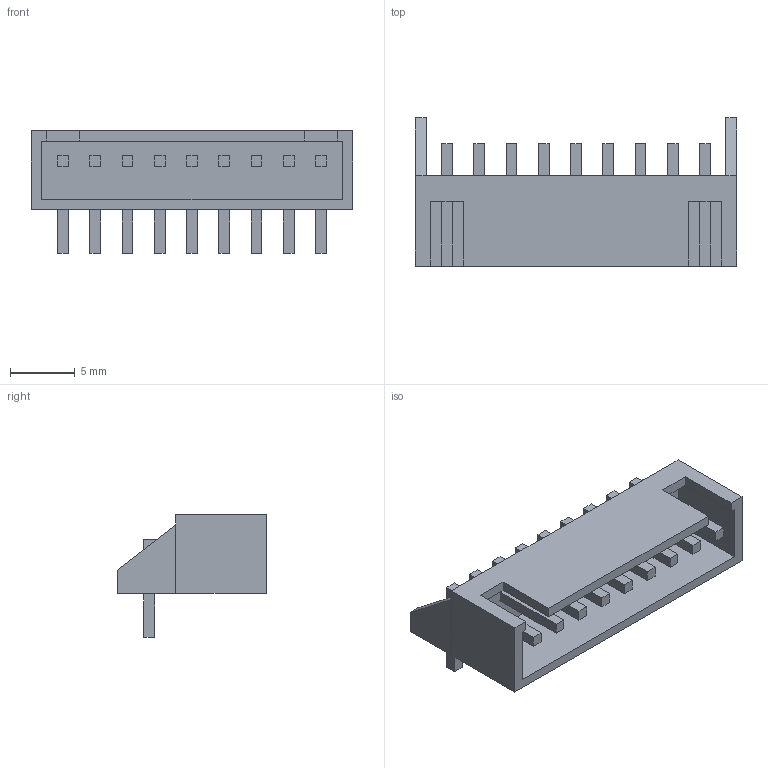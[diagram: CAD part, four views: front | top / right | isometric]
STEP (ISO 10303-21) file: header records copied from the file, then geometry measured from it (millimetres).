
FILE_DESCRIPTION(('FreeCAD Model'),'2;1');
FILE_NAME('Open CASCADE Shape Model','2024-02-04T15:15:09',(''),(''), 'Open CASCADE STEP processor 7.6','FreeCAD','Unknown');
FILE_SCHEMA(('AUTOMOTIVE_DESIGN { 1 0 10303 214 1 1 1 1 }'));
Length unit declared in the file: millimetre
Products named in the file (4): Part; Body; Array; Body1
Assembly tree (11 placements, depth 3):
  Part
    Body
    Array
      Body1  x9
Bounding box: 24.9 x 11.5 x 9.5 mm (x, y, z)
Volume: 525.9 mm3; surface area: 1633.4 mm2
Topology: 10 solids, 10 shells, 103 faces, 239 edges, 156 vertices
Faces by surface type: plane 103
Entity records: 862 total; most frequent: ORIENTED_EDGE 155, CARTESIAN_POINT 100, EDGE_CURVE 95, LINE 81, VERTEX_POINT 60, DIRECTION 46, AXIS2_PLACEMENT_3D 43, ADVANCED_FACE 39
